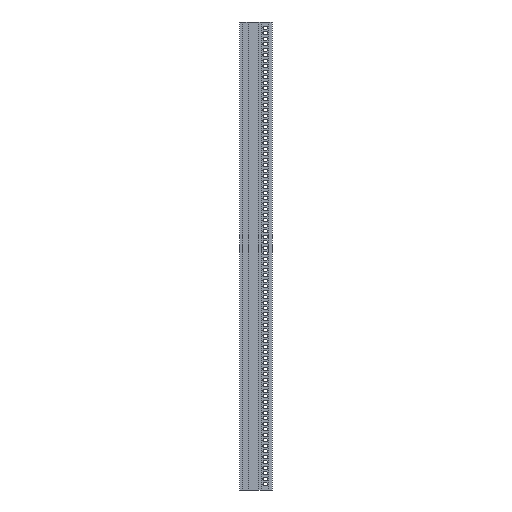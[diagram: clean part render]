
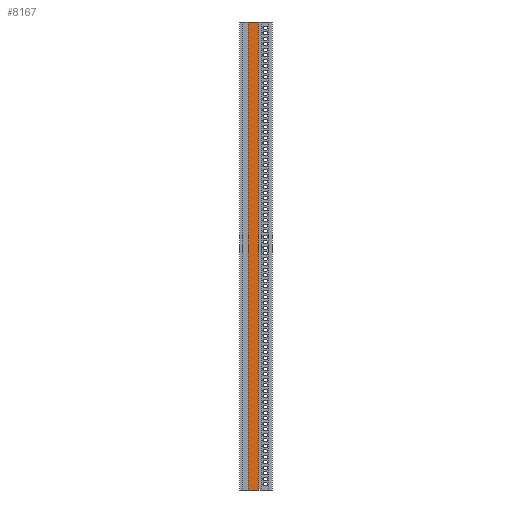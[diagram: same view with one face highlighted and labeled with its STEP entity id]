
A CAD part, left-side view. The second image highlights one B-rep face of the part: STEP entity #8167.
In plain terms, the highlighted planar face has unit normal (-1, 0, 0).
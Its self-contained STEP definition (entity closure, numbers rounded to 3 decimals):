
#1033=FACE_OUTER_BOUND('',#1509,.T.);
#1509=EDGE_LOOP('',(#6977,#6978,#6979,#6980));
#2341=LINE('',#13314,#3175);
#2342=LINE('',#13317,#3176);
#2343=LINE('',#13319,#3177);
#2344=LINE('',#13320,#3178);
#3175=VECTOR('',#11011,432.);
#3176=VECTOR('',#11014,10.);
#3177=VECTOR('',#11015,10.);
#3178=VECTOR('',#11016,432.);
#3999=VERTEX_POINT('',#13310);
#4000=VERTEX_POINT('',#13312);
#4001=VERTEX_POINT('',#13316);
#4002=VERTEX_POINT('',#13318);
#5125=EDGE_CURVE('',#3999,#4000,#2341,.T.);
#5126=EDGE_CURVE('',#4001,#3999,#2342,.T.);
#5127=EDGE_CURVE('',#4002,#4000,#2343,.T.);
#5128=EDGE_CURVE('',#4001,#4002,#2344,.T.);
#6977=ORIENTED_EDGE('',*,*,#5126,.T.);
#6978=ORIENTED_EDGE('',*,*,#5125,.T.);
#6979=ORIENTED_EDGE('',*,*,#5127,.F.);
#6980=ORIENTED_EDGE('',*,*,#5128,.F.);
#7775=PLANE('',#8897);
#8167=ADVANCED_FACE('',(#1033),#7775,.T.);
#8897=AXIS2_PLACEMENT_3D('',#13315,#11012,#11013);
#11011=DIRECTION('',(0.,0.,1.));
#11012=DIRECTION('center_axis',(-1.,0.,0.));
#11013=DIRECTION('ref_axis',(0.,-1.,0.));
#11014=DIRECTION('',(0.,-1.,0.));
#11015=DIRECTION('',(0.,-1.,0.));
#11016=DIRECTION('',(0.,0.,1.));
#13310=CARTESIAN_POINT('',(0.4,12.3,0.));
#13312=CARTESIAN_POINT('',(0.4,12.3,432.));
#13314=CARTESIAN_POINT('',(0.4,12.3,0.));
#13315=CARTESIAN_POINT('Origin',(0.4,22.3,0.));
#13316=CARTESIAN_POINT('',(0.4,22.3,0.));
#13317=CARTESIAN_POINT('',(0.4,22.3,0.));
#13318=CARTESIAN_POINT('',(0.4,22.3,432.));
#13319=CARTESIAN_POINT('',(0.4,22.3,432.));
#13320=CARTESIAN_POINT('',(0.4,22.3,0.));
